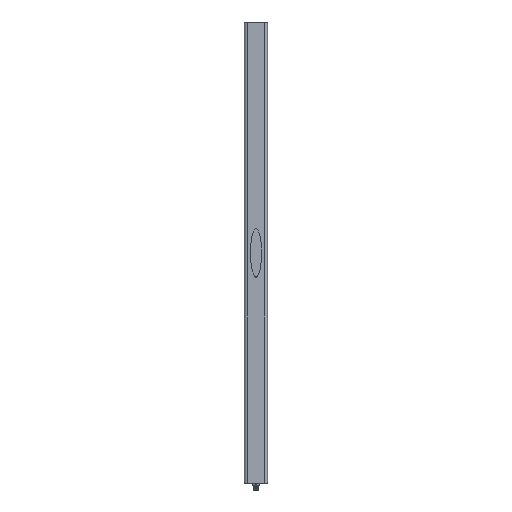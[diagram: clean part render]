
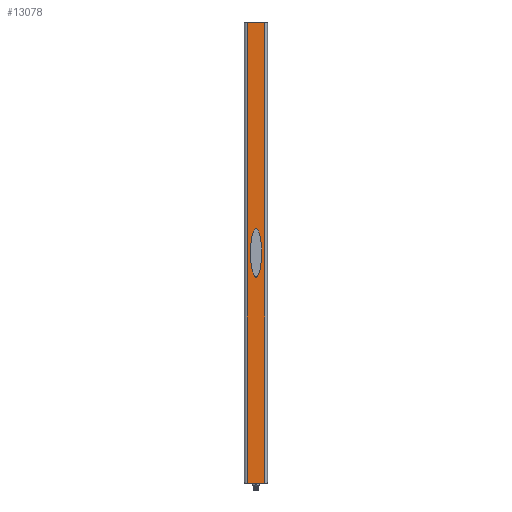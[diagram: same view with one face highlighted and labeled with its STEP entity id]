
A CAD part, front view. The second image highlights one B-rep face of the part: STEP entity #13078.
In plain terms, the highlighted planar face has unit normal (0, -1, 0).
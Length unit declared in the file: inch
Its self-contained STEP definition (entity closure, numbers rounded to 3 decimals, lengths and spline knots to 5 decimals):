
#496=DIRECTION('',(0.,0.,1.));
#497=VECTOR('',#496,46.75276);
#498=CARTESIAN_POINT('',(2.06299,0.,-46.60472));
#499=LINE('',#498,#497);
#514=DIRECTION('',(1.,0.,0.));
#515=VECTOR('',#514,1.7874);
#516=CARTESIAN_POINT('',(0.27559,0.,0.14803));
#517=LINE('',#516,#515);
#518=DIRECTION('',(-1.,0.,0.));
#519=VECTOR('',#518,1.7874);
#520=CARTESIAN_POINT('',(2.06299,0.,-46.60472));
#521=LINE('',#520,#519);
#522=CARTESIAN_POINT('',(1.16929,0.,-25.68898));
#523=CARTESIAN_POINT('',(1.13565,0.,-25.68898));
#524=CARTESIAN_POINT('',(1.0833,0.,-25.66963));
#525=CARTESIAN_POINT('',(1.01219,0.,-25.59799));
#526=CARTESIAN_POINT('',(0.95899,0.,-25.52029));
#527=CARTESIAN_POINT('',(0.90678,0.,-25.41812));
#528=CARTESIAN_POINT('',(0.85645,0.,-25.29174));
#529=CARTESIAN_POINT('',(0.80888,0.,-25.14221));
#530=CARTESIAN_POINT('',(0.7649,0.,-24.97139));
#531=CARTESIAN_POINT('',(0.72527,0.,-24.78186));
#532=CARTESIAN_POINT('',(0.69058,0.,-24.57681));
#533=CARTESIAN_POINT('',(0.66126,0.,-24.35985));
#534=CARTESIAN_POINT('',(0.63756,0.,-24.1348));
#535=CARTESIAN_POINT('',(0.61953,0.,-23.90551));
#536=CARTESIAN_POINT('',(0.60915,0.,-23.71395));
#537=CARTESIAN_POINT('',(0.60349,0.,-23.56207));
#538=CARTESIAN_POINT('',(0.60053,0.,-23.44921));
#539=CARTESIAN_POINT('',(0.59909,0.,-23.35634));
#540=CARTESIAN_POINT('',(0.59852,0.,-23.28286));
#541=CARTESIAN_POINT('',(0.59838,0.,-23.22835));
#542=CARTESIAN_POINT('',(0.59852,0.,-23.17383));
#543=CARTESIAN_POINT('',(0.59909,0.,-23.10035));
#544=CARTESIAN_POINT('',(0.60053,0.,-23.00749));
#545=CARTESIAN_POINT('',(0.60349,0.,-22.89462));
#546=CARTESIAN_POINT('',(0.60915,0.,-22.74275));
#547=CARTESIAN_POINT('',(0.61953,0.,-22.55119));
#548=CARTESIAN_POINT('',(0.63756,0.,-22.32189));
#549=CARTESIAN_POINT('',(0.66126,0.,-22.09685));
#550=CARTESIAN_POINT('',(0.69058,0.,-21.87988));
#551=CARTESIAN_POINT('',(0.72527,0.,-21.67483));
#552=CARTESIAN_POINT('',(0.7649,0.,-21.4853));
#553=CARTESIAN_POINT('',(0.80888,0.,-21.31448));
#554=CARTESIAN_POINT('',(0.85645,0.,-21.16495));
#555=CARTESIAN_POINT('',(0.90678,0.,-21.03857));
#556=CARTESIAN_POINT('',(0.95899,0.,-20.9364));
#557=CARTESIAN_POINT('',(1.01219,0.,-20.8587));
#558=CARTESIAN_POINT('',(1.0833,0.,-20.78707));
#559=CARTESIAN_POINT('',(1.13565,0.,-20.76772));
#560=CARTESIAN_POINT('',(1.16929,0.,-20.76772));
#562=CARTESIAN_POINT('',(1.16929,0.,-20.76772));
#563=CARTESIAN_POINT('',(1.20293,0.,-20.76772));
#564=CARTESIAN_POINT('',(1.25528,0.,-20.78707));
#565=CARTESIAN_POINT('',(1.32639,0.,-20.8587));
#566=CARTESIAN_POINT('',(1.37959,0.,-20.9364));
#567=CARTESIAN_POINT('',(1.4318,0.,-21.03857));
#568=CARTESIAN_POINT('',(1.48214,0.,-21.16495));
#569=CARTESIAN_POINT('',(1.52971,0.,-21.31448));
#570=CARTESIAN_POINT('',(1.57368,0.,-21.4853));
#571=CARTESIAN_POINT('',(1.61331,0.,-21.67483));
#572=CARTESIAN_POINT('',(1.648,0.,-21.87988));
#573=CARTESIAN_POINT('',(1.67732,0.,-22.09685));
#574=CARTESIAN_POINT('',(1.70102,0.,-22.32189));
#575=CARTESIAN_POINT('',(1.71905,0.,-22.55119));
#576=CARTESIAN_POINT('',(1.72943,0.,-22.74275));
#577=CARTESIAN_POINT('',(1.73509,0.,-22.89462));
#578=CARTESIAN_POINT('',(1.73805,0.,-23.00749));
#579=CARTESIAN_POINT('',(1.7395,0.,-23.10035));
#580=CARTESIAN_POINT('',(1.74006,0.,-23.17383));
#581=CARTESIAN_POINT('',(1.7402,0.,-23.22835));
#582=CARTESIAN_POINT('',(1.74006,0.,-23.28286));
#583=CARTESIAN_POINT('',(1.7395,0.,-23.35634));
#584=CARTESIAN_POINT('',(1.73805,0.,-23.44921));
#585=CARTESIAN_POINT('',(1.73509,0.,-23.56207));
#586=CARTESIAN_POINT('',(1.72943,0.,-23.71395));
#587=CARTESIAN_POINT('',(1.71905,0.,-23.90551));
#588=CARTESIAN_POINT('',(1.70102,0.,-24.1348));
#589=CARTESIAN_POINT('',(1.67732,0.,-24.35985));
#590=CARTESIAN_POINT('',(1.648,0.,-24.57681));
#591=CARTESIAN_POINT('',(1.61331,0.,-24.78186));
#592=CARTESIAN_POINT('',(1.57368,0.,-24.97139));
#593=CARTESIAN_POINT('',(1.52971,0.,-25.14221));
#594=CARTESIAN_POINT('',(1.48214,0.,-25.29174));
#595=CARTESIAN_POINT('',(1.4318,0.,-25.41812));
#596=CARTESIAN_POINT('',(1.37959,0.,-25.52029));
#597=CARTESIAN_POINT('',(1.32639,0.,-25.59799));
#598=CARTESIAN_POINT('',(1.25528,0.,-25.66963));
#599=CARTESIAN_POINT('',(1.20293,0.,-25.68898));
#600=CARTESIAN_POINT('',(1.16929,0.,-25.68898));
#611=DIRECTION('',(0.,0.,-1.));
#612=VECTOR('',#611,46.75276);
#613=CARTESIAN_POINT('',(0.27559,0.,0.14803));
#614=LINE('',#613,#612);
#11113=CARTESIAN_POINT('',(2.06299,0.,-46.60472));
#11114=CARTESIAN_POINT('',(0.27559,0.,-46.60472));
#11115=VERTEX_POINT('',#11113);
#11116=VERTEX_POINT('',#11114);
#11482=CARTESIAN_POINT('',(2.06299,0.,0.14803));
#11484=VERTEX_POINT('',#11482);
#11492=CARTESIAN_POINT('',(0.27559,0.,0.14803));
#11493=VERTEX_POINT('',#11492);
#12397=VERTEX_POINT('',#522);
#12398=VERTEX_POINT('',#560);
#13058=CARTESIAN_POINT('',(0.,0.,-46.45669));
#13059=DIRECTION('',(0.,-1.,0.));
#13060=DIRECTION('',(1.,0.,0.));
#13061=AXIS2_PLACEMENT_3D('',#13058,#13059,#13060);
#13062=PLANE('',#13061);
#13064=ORIENTED_EDGE('',*,*,#13063,.F.);
#13066=ORIENTED_EDGE('',*,*,#13065,.T.);
#13067=ORIENTED_EDGE('',*,*,#13048,.F.);
#13069=ORIENTED_EDGE('',*,*,#13068,.T.);
#13070=EDGE_LOOP('',(#13064,#13066,#13067,#13069));
#13071=FACE_OUTER_BOUND('',#13070,.F.);
#13073=ORIENTED_EDGE('',*,*,#13072,.F.);
#13075=ORIENTED_EDGE('',*,*,#13074,.F.);
#13076=EDGE_LOOP('',(#13073,#13075));
#13077=FACE_BOUND('',#13076,.F.);
#13078=ADVANCED_FACE('',(#13071,#13077),#13062,.T.);
#561=B_SPLINE_CURVE_WITH_KNOTS('',3,(#522,#523,#524,#525,#526,#527,#528,#529,
#530,#531,#532,#533,#534,#535,#536,#537,#538,#539,#540,#541,#542,#543,#544,#545,
#546,#547,#548,#549,#550,#551,#552,#553,#554,#555,#556,#557,#558,#559,#560),
.UNSPECIFIED.,.F.,.F.,(4,1,1,1,1,1,1,1,1,1,1,1,1,1,1,1,1,1,1,1,1,1,1,1,1,1,1,1,
1,1,1,1,1,1,1,1,4),(0.,0.0625,0.09375,0.125,0.15625,0.1875,0.21875,
0.25,0.28125,0.3125,0.34375,0.375,0.40625,0.4375,0.45313,
0.46875,0.48438,0.49219,0.5,0.50781,0.51563,0.53125,
0.54688,0.5625,0.59375,0.625,0.65625,0.6875,0.71875,0.75,
0.78125,0.8125,0.84375,0.875,0.90625,0.9375,1.),.UNSPECIFIED.);
#601=B_SPLINE_CURVE_WITH_KNOTS('',3,(#562,#563,#564,#565,#566,#567,#568,#569,
#570,#571,#572,#573,#574,#575,#576,#577,#578,#579,#580,#581,#582,#583,#584,#585,
#586,#587,#588,#589,#590,#591,#592,#593,#594,#595,#596,#597,#598,#599,#600),
.UNSPECIFIED.,.F.,.F.,(4,1,1,1,1,1,1,1,1,1,1,1,1,1,1,1,1,1,1,1,1,1,1,1,1,1,1,1,
1,1,1,1,1,1,1,1,4),(0.,0.0625,0.09375,0.125,0.15625,0.1875,0.21875,
0.25,0.28125,0.3125,0.34375,0.375,0.40625,0.4375,0.45313,
0.46875,0.48438,0.49219,0.5,0.50781,0.51563,0.53125,
0.54688,0.5625,0.59375,0.625,0.65625,0.6875,0.71875,0.75,
0.78125,0.8125,0.84375,0.875,0.90625,0.9375,1.),.UNSPECIFIED.);
#13048=EDGE_CURVE('',#11115,#11484,#499,.T.);
#13063=EDGE_CURVE('',#11493,#11116,#614,.T.);
#13065=EDGE_CURVE('',#11493,#11484,#517,.T.);
#13068=EDGE_CURVE('',#11115,#11116,#521,.T.);
#13072=EDGE_CURVE('',#12397,#12398,#561,.T.);
#13074=EDGE_CURVE('',#12398,#12397,#601,.T.);
